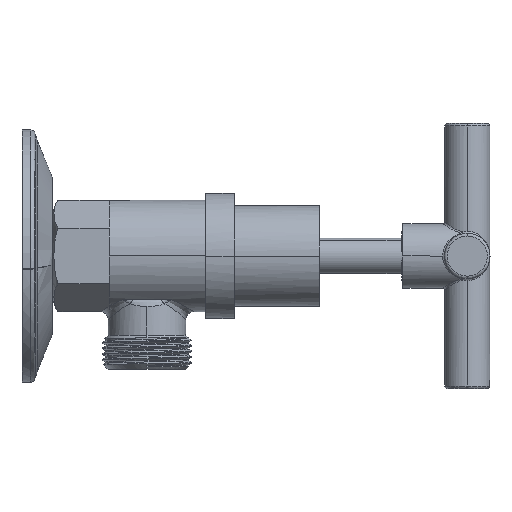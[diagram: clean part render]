
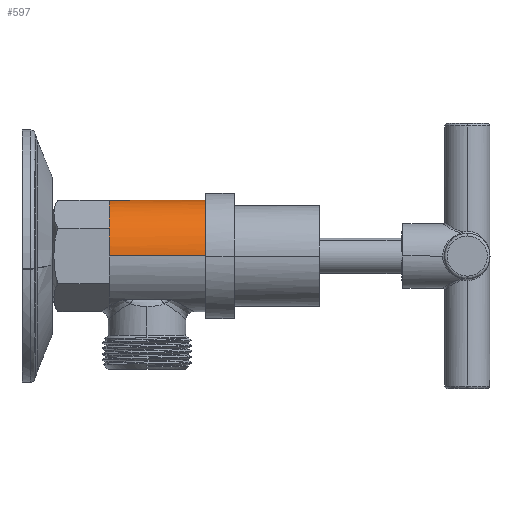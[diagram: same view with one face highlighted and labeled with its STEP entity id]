
A CAD part, left-side view. The second image highlights one B-rep face of the part: STEP entity #597.
In plain terms, the highlighted cylindrical face has radius 14.7 mm (diameter 29.4 mm), a partial arc.
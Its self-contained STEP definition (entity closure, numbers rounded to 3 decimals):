
#597=ADVANCED_FACE('',(#1070),#7421,.T.);
#1070=FACE_OUTER_BOUND('',#1580,.T.);
#1580=EDGE_LOOP('',(#3637,#3638,#3639,#3640,#3641,#3642,#3643,#3644,#3645,
#3646,#3647,#3648,#3649,#3650,#3651,#3652));
#3637=ORIENTED_EDGE('',*,*,#4955,.F.);
#3638=ORIENTED_EDGE('',*,*,#5005,.T.);
#3639=ORIENTED_EDGE('',*,*,#5006,.T.);
#3640=ORIENTED_EDGE('',*,*,#5007,.T.);
#3641=ORIENTED_EDGE('',*,*,#5008,.T.);
#3642=ORIENTED_EDGE('',*,*,#5009,.T.);
#3643=ORIENTED_EDGE('',*,*,#5010,.T.);
#3644=ORIENTED_EDGE('',*,*,#5011,.T.);
#3645=ORIENTED_EDGE('',*,*,#5012,.T.);
#3646=ORIENTED_EDGE('',*,*,#5013,.T.);
#3647=ORIENTED_EDGE('',*,*,#5014,.T.);
#3648=ORIENTED_EDGE('',*,*,#5015,.T.);
#3649=ORIENTED_EDGE('',*,*,#5016,.T.);
#3650=ORIENTED_EDGE('',*,*,#5017,.T.);
#3651=ORIENTED_EDGE('',*,*,#4957,.F.);
#3652=ORIENTED_EDGE('',*,*,#5018,.F.);
#4955=EDGE_CURVE('',#7021,#7022,#5668,.T.);
#4957=EDGE_CURVE('',#7023,#7024,#5669,.T.);
#5005=EDGE_CURVE('',#7021,#7061,#6265,.T.);
#5006=EDGE_CURVE('',#7061,#7062,#5705,.T.);
#5007=EDGE_CURVE('',#7062,#7063,#6266,.T.);
#5008=EDGE_CURVE('',#7063,#7064,#5706,.T.);
#5009=EDGE_CURVE('',#7064,#7065,#6267,.T.);
#5010=EDGE_CURVE('',#7065,#7066,#5707,.T.);
#5011=EDGE_CURVE('',#7066,#7067,#6268,.T.);
#5012=EDGE_CURVE('',#7067,#7068,#5708,.T.);
#5013=EDGE_CURVE('',#7068,#7069,#6269,.T.);
#5014=EDGE_CURVE('',#7069,#7070,#5709,.T.);
#5015=EDGE_CURVE('',#7070,#7071,#6270,.T.);
#5016=EDGE_CURVE('',#7071,#7072,#5710,.T.);
#5017=EDGE_CURVE('',#7072,#7024,#6271,.T.);
#5018=EDGE_CURVE('',#7022,#7023,#6272,.T.);
#5668=B_SPLINE_CURVE_WITH_KNOTS('',1,(#36640,#36641),.UNSPECIFIED.,.F.,
 .F.,(2,2),(0.,27.),.UNSPECIFIED.);
#5669=B_SPLINE_CURVE_WITH_KNOTS('',1,(#36647,#36648),.UNSPECIFIED.,.F.,
 .F.,(2,2),(0.,27.),.UNSPECIFIED.);
#5705=B_SPLINE_CURVE_WITH_KNOTS('',1,(#36898,#36899),.UNSPECIFIED.,.F.,
 .F.,(2,2),(0.,13.5),.UNSPECIFIED.);
#5706=B_SPLINE_CURVE_WITH_KNOTS('',1,(#36903,#36904),.UNSPECIFIED.,.F.,
 .F.,(2,2),(0.,13.5),.UNSPECIFIED.);
#5707=B_SPLINE_CURVE_WITH_KNOTS('',1,(#36908,#36909),.UNSPECIFIED.,.F.,
 .F.,(2,2),(0.,13.5),.UNSPECIFIED.);
#5708=B_SPLINE_CURVE_WITH_KNOTS('',1,(#36913,#36914),.UNSPECIFIED.,.F.,
 .F.,(2,2),(0.,13.5),.UNSPECIFIED.);
#5709=B_SPLINE_CURVE_WITH_KNOTS('',1,(#36918,#36919),.UNSPECIFIED.,.F.,
 .F.,(2,2),(0.,13.5),.UNSPECIFIED.);
#5710=B_SPLINE_CURVE_WITH_KNOTS('',1,(#36923,#36924),.UNSPECIFIED.,.F.,
 .F.,(2,2),(0.,13.5),.UNSPECIFIED.);
#6265=(
BOUNDED_CURVE()
B_SPLINE_CURVE(2,(#36895,#36896,#36897),.UNSPECIFIED.,.F.,.F.)
B_SPLINE_CURVE_WITH_KNOTS((3,3),(0.,7.836),.UNSPECIFIED.)
CURVE()
GEOMETRIC_REPRESENTATION_ITEM()
RATIONAL_B_SPLINE_CURVE((1.,0.966,1.))
REPRESENTATION_ITEM('')
);
#6266=(
BOUNDED_CURVE()
B_SPLINE_CURVE(2,(#36900,#36901,#36902),.UNSPECIFIED.,.F.,.F.)
B_SPLINE_CURVE_WITH_KNOTS((3,3),(0.,0.078),.UNSPECIFIED.)
CURVE()
GEOMETRIC_REPRESENTATION_ITEM()
RATIONAL_B_SPLINE_CURVE((1.,1.,1.))
REPRESENTATION_ITEM('')
);
#6267=(
BOUNDED_CURVE()
B_SPLINE_CURVE(2,(#36905,#36906,#36907),.UNSPECIFIED.,.F.,.F.)
B_SPLINE_CURVE_WITH_KNOTS((3,3),(0.,16.87),.UNSPECIFIED.)
CURVE()
GEOMETRIC_REPRESENTATION_ITEM()
RATIONAL_B_SPLINE_CURVE((1.,0.867,1.))
REPRESENTATION_ITEM('')
);
#6268=(
BOUNDED_CURVE()
B_SPLINE_CURVE(2,(#36910,#36911,#36912),.UNSPECIFIED.,.F.,.F.)
B_SPLINE_CURVE_WITH_KNOTS((3,3),(0.,0.078),.UNSPECIFIED.)
CURVE()
GEOMETRIC_REPRESENTATION_ITEM()
RATIONAL_B_SPLINE_CURVE((1.,1.,1.))
REPRESENTATION_ITEM('')
);
#6269=(
BOUNDED_CURVE()
B_SPLINE_CURVE(2,(#36915,#36916,#36917),.UNSPECIFIED.,.F.,.F.)
B_SPLINE_CURVE_WITH_KNOTS((3,3),(0.,16.87),.UNSPECIFIED.)
CURVE()
GEOMETRIC_REPRESENTATION_ITEM()
RATIONAL_B_SPLINE_CURVE((1.,0.867,1.))
REPRESENTATION_ITEM('')
);
#6270=(
BOUNDED_CURVE()
B_SPLINE_CURVE(2,(#36920,#36921,#36922),.UNSPECIFIED.,.F.,.F.)
B_SPLINE_CURVE_WITH_KNOTS((3,3),(0.,0.078),.UNSPECIFIED.)
CURVE()
GEOMETRIC_REPRESENTATION_ITEM()
RATIONAL_B_SPLINE_CURVE((1.,1.,1.))
REPRESENTATION_ITEM('')
);
#6271=(
BOUNDED_CURVE()
B_SPLINE_CURVE(2,(#36925,#36926,#36927),.UNSPECIFIED.,.F.,.F.)
B_SPLINE_CURVE_WITH_KNOTS((3,3),(0.,7.836),.UNSPECIFIED.)
CURVE()
GEOMETRIC_REPRESENTATION_ITEM()
RATIONAL_B_SPLINE_CURVE((1.,0.966,1.))
REPRESENTATION_ITEM('')
);
#6272=(
BOUNDED_CURVE()
B_SPLINE_CURVE(2,(#36928,#36929,#36930,#36931,#36932),.UNSPECIFIED.,.F.,
 .F.)
B_SPLINE_CURVE_WITH_KNOTS((3,2,3),(-58.8,-29.4,
0.),.UNSPECIFIED.)
CURVE()
GEOMETRIC_REPRESENTATION_ITEM()
RATIONAL_B_SPLINE_CURVE((1.,0.707,1.,0.707,1.))
REPRESENTATION_ITEM('')
);
#7021=VERTEX_POINT('',#36175);
#7022=VERTEX_POINT('',#36176);
#7023=VERTEX_POINT('',#36177);
#7024=VERTEX_POINT('',#36178);
#7061=VERTEX_POINT('',#36215);
#7062=VERTEX_POINT('',#36216);
#7063=VERTEX_POINT('',#36217);
#7064=VERTEX_POINT('',#36218);
#7065=VERTEX_POINT('',#36219);
#7066=VERTEX_POINT('',#36220);
#7067=VERTEX_POINT('',#36221);
#7068=VERTEX_POINT('',#36222);
#7069=VERTEX_POINT('',#36223);
#7070=VERTEX_POINT('',#36224);
#7071=VERTEX_POINT('',#36225);
#7072=VERTEX_POINT('',#36226);
#7421=CYLINDRICAL_SURFACE('',#8233,14.7);
#8233=AXIS2_PLACEMENT_3D('',#33361,#8649,$);
#8649=DIRECTION('',(0.,1.,0.));
#33361=CARTESIAN_POINT('',(0.,-20.25,0.));
#36175=CARTESIAN_POINT('',(0.,-27.,-14.7));
#36176=CARTESIAN_POINT('',(0.,0.,-14.7));
#36177=CARTESIAN_POINT('',(0.,0.,14.7));
#36178=CARTESIAN_POINT('',(0.,-27.,14.7));
#36215=CARTESIAN_POINT('',(-7.316,-27.,-12.75));
#36216=CARTESIAN_POINT('',(-7.316,-40.5,-12.75));
#36217=CARTESIAN_POINT('',(-7.384,-40.5,-12.711));
#36218=CARTESIAN_POINT('',(-7.384,-27.,-12.711));
#36219=CARTESIAN_POINT('',(-14.7,-27.,-0.039));
#36220=CARTESIAN_POINT('',(-14.7,-40.5,-0.039));
#36221=CARTESIAN_POINT('',(-14.7,-40.5,0.039));
#36222=CARTESIAN_POINT('',(-14.7,-27.,0.039));
#36223=CARTESIAN_POINT('',(-7.384,-27.,12.711));
#36224=CARTESIAN_POINT('',(-7.384,-40.5,12.711));
#36225=CARTESIAN_POINT('',(-7.316,-40.5,12.75));
#36226=CARTESIAN_POINT('',(-7.316,-27.,12.75));
#36640=CARTESIAN_POINT('',(0.,-27.,-14.7));
#36641=CARTESIAN_POINT('',(0.,0.,-14.7));
#36647=CARTESIAN_POINT('',(0.,0.,14.7));
#36648=CARTESIAN_POINT('',(0.,-27.,14.7));
#36895=CARTESIAN_POINT('',(0.,-27.,-14.7));
#36896=CARTESIAN_POINT('',(-3.918,-27.,-14.7));
#36897=CARTESIAN_POINT('',(-7.316,-27.,-12.75));
#36898=CARTESIAN_POINT('',(-7.316,-27.,-12.75));
#36899=CARTESIAN_POINT('',(-7.316,-40.5,-12.75));
#36900=CARTESIAN_POINT('',(-7.316,-40.5,-12.75));
#36901=CARTESIAN_POINT('',(-7.35,-40.5,-12.731));
#36902=CARTESIAN_POINT('',(-7.384,-40.5,-12.711));
#36903=CARTESIAN_POINT('',(-7.384,-40.5,-12.711));
#36904=CARTESIAN_POINT('',(-7.384,-27.,-12.711));
#36905=CARTESIAN_POINT('',(-7.384,-27.,-12.711));
#36906=CARTESIAN_POINT('',(-14.678,-27.,-8.474));
#36907=CARTESIAN_POINT('',(-14.7,-27.,-0.039));
#36908=CARTESIAN_POINT('',(-14.7,-27.,-0.039));
#36909=CARTESIAN_POINT('',(-14.7,-40.5,-0.039));
#36910=CARTESIAN_POINT('',(-14.7,-40.5,-0.039));
#36911=CARTESIAN_POINT('',(-14.7,-40.5,0.));
#36912=CARTESIAN_POINT('',(-14.7,-40.5,0.039));
#36913=CARTESIAN_POINT('',(-14.7,-40.5,0.039));
#36914=CARTESIAN_POINT('',(-14.7,-27.,0.039));
#36915=CARTESIAN_POINT('',(-14.7,-27.,0.039));
#36916=CARTESIAN_POINT('',(-14.678,-27.,8.474));
#36917=CARTESIAN_POINT('',(-7.384,-27.,12.711));
#36918=CARTESIAN_POINT('',(-7.384,-27.,12.711));
#36919=CARTESIAN_POINT('',(-7.384,-40.5,12.711));
#36920=CARTESIAN_POINT('',(-7.384,-40.5,12.711));
#36921=CARTESIAN_POINT('',(-7.35,-40.5,12.731));
#36922=CARTESIAN_POINT('',(-7.316,-40.5,12.75));
#36923=CARTESIAN_POINT('',(-7.316,-40.5,12.75));
#36924=CARTESIAN_POINT('',(-7.316,-27.,12.75));
#36925=CARTESIAN_POINT('',(-7.316,-27.,12.75));
#36926=CARTESIAN_POINT('',(-3.918,-27.,14.7));
#36927=CARTESIAN_POINT('',(0.,-27.,14.7));
#36928=CARTESIAN_POINT('',(0.,0.,-14.7));
#36929=CARTESIAN_POINT('',(-14.7,0.,-14.7));
#36930=CARTESIAN_POINT('',(-14.7,0.,0.));
#36931=CARTESIAN_POINT('',(-14.7,0.,14.7));
#36932=CARTESIAN_POINT('',(0.,0.,14.7));
